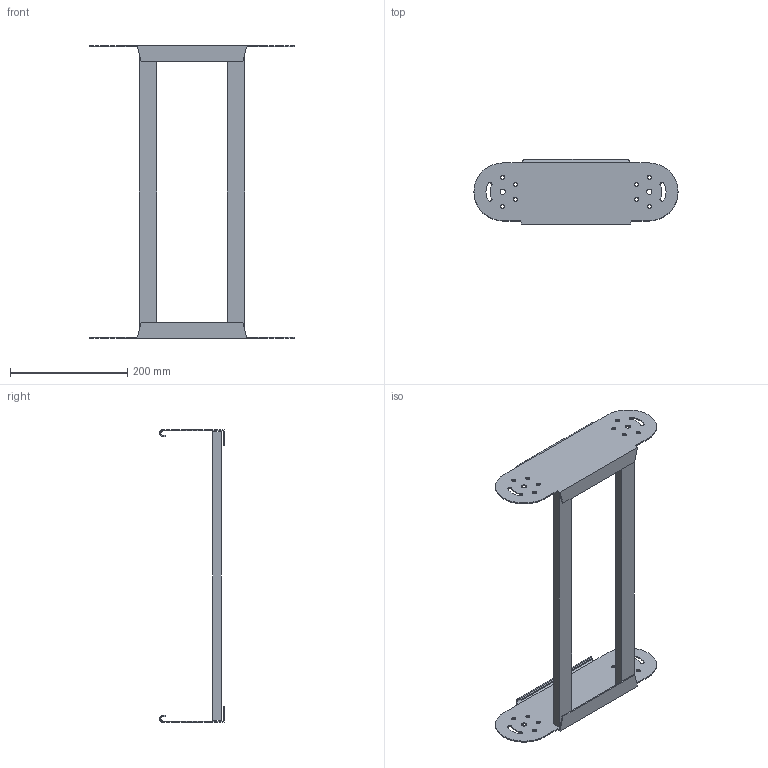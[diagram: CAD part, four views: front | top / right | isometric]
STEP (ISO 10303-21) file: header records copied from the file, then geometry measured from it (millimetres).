
FILE_DESCRIPTION (( 'STEP AP214' ), '1' );
FILE_NAME ('6225538.stp', '2017-03-24T12:08:43', ( '' ), ( '' ), 'SwSTEP 2.0', 'SolidWorks 2016', '' );
FILE_SCHEMA (( 'AUTOMOTIVE_DESIGN' ));
Length unit declared in the file: millimetre
Products named in the file (3): 089440_Standard; 082108_L493; 6225538
Assembly tree (4 placements, depth 2):
  6225538
    082108_L493  x2
    089440_Standard  x2
Bounding box: 348 x 110 x 499 mm (x, y, z)
Volume: 288396.5 mm3; surface area: 297917.6 mm2
Topology: 4 solids, 4 shells, 178 faces, 502 edges, 332 vertices
Faces by surface type: plane 96, cylinder 74, bspline 8
Entity records: 3333 total; most frequent: CARTESIAN_POINT 849, ORIENTED_EDGE 502, DIRECTION 481, EDGE_CURVE 251, VERTEX_POINT 166, AXIS2_PLACEMENT_3D 162, VECTOR 157, LINE 157
